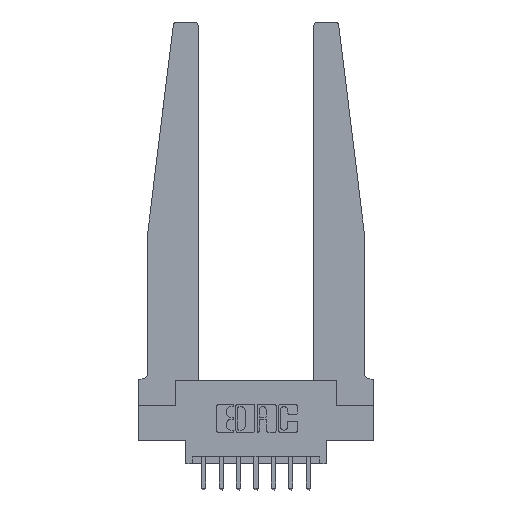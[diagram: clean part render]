
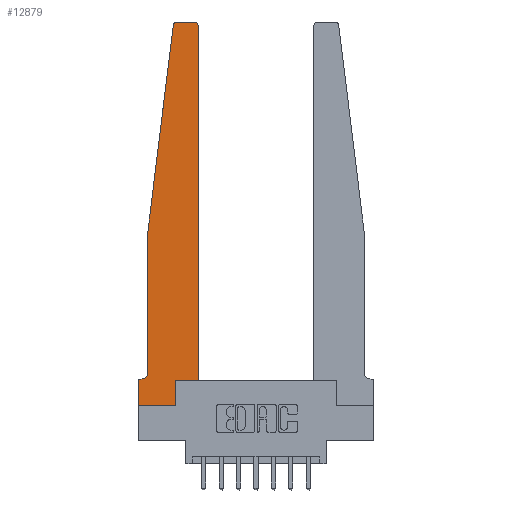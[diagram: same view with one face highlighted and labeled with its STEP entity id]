
A CAD part, top view. The second image highlights one B-rep face of the part: STEP entity #12879.
In plain terms, the highlighted planar face has unit normal (0, 0, 1).
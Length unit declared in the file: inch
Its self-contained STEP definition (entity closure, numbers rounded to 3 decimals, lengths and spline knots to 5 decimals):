
#6 = ORIENTED_EDGE ( 'NONE', *, *, #9606, .T. ) ;
#75 = CARTESIAN_POINT ( 'NONE',  ( 0.065, 0.1875, 0.37 ) ) ;
#245 = EDGE_CURVE ( 'NONE', #2099, #12303, #11827, .T. ) ;
#297 = EDGE_CURVE ( 'NONE', #1346, #14566, #3180, .T. ) ;
#430 = DIRECTION ( 'NONE',  ( 0., 0., 1. ) ) ;
#509 = DIRECTION ( 'NONE',  ( 0., 0., -1. ) ) ;
#599 = CARTESIAN_POINT ( 'NONE',  ( 0.065, 1.25, 0.37 ) ) ;
#703 = EDGE_CURVE ( 'NONE', #12303, #6938, #6231, .T. ) ;
#865 = CARTESIAN_POINT ( 'NONE',  ( 0., 0., 0.37 ) ) ;
#995 = AXIS2_PLACEMENT_3D ( 'NONE', #10703, #509, #9592 ) ;
#1258 = CARTESIAN_POINT ( 'NONE',  ( 0.2605, 0., 0.37 ) ) ;
#1346 = VERTEX_POINT ( 'NONE', #1258 ) ;
#1530 = FACE_OUTER_BOUND ( 'NONE', #10038, .T. ) ;
#1628 = DIRECTION ( 'NONE',  ( 0., 0., 1. ) ) ;
#1772 = DIRECTION ( 'NONE',  ( 0., -1., 0. ) ) ;
#1874 = ORIENTED_EDGE ( 'NONE', *, *, #9864, .T. ) ;
#1935 = CARTESIAN_POINT ( 'NONE',  ( 0.27653, 2.75, 0.37 ) ) ;
#2016 = CARTESIAN_POINT ( 'NONE',  ( 0.065, 0.2375, 0.37 ) ) ;
#2091 = ORIENTED_EDGE ( 'NONE', *, *, #8328, .T. ) ;
#2099 = VERTEX_POINT ( 'NONE', #12399 ) ;
#2104 = CARTESIAN_POINT ( 'NONE',  ( 0.395, 2.75, 0.37 ) ) ;
#2132 = DIRECTION ( 'NONE',  ( 1., 0., 0. ) ) ;
#2442 = CARTESIAN_POINT ( 'NONE',  ( 0.2605, 0.18, 0.37 ) ) ;
#2502 = CARTESIAN_POINT ( 'NONE',  ( 0., 0.1875, 0.37 ) ) ;
#2774 = VECTOR ( 'NONE', #1772, 39.37008 ) ;
#2899 = CIRCLE ( 'NONE', #995, 0.05 ) ;
#2904 = DIRECTION ( 'NONE',  ( 0., -1., 0. ) ) ;
#3180 = LINE ( 'NONE', #8781, #12299 ) ;
#3374 = ORIENTED_EDGE ( 'NONE', *, *, #4280, .T. ) ;
#3430 = CARTESIAN_POINT ( 'NONE',  ( 0., 0., 0.37 ) ) ;
#3621 = CARTESIAN_POINT ( 'NONE',  ( 0., 0.1875, 0.37 ) ) ;
#3727 = ORIENTED_EDGE ( 'NONE', *, *, #4861, .T. ) ;
#3986 = AXIS2_PLACEMENT_3D ( 'NONE', #11831, #1628, #11906 ) ;
#3989 = ORIENTED_EDGE ( 'NONE', *, *, #6413, .T. ) ;
#4261 = VERTEX_POINT ( 'NONE', #2016 ) ;
#4280 = EDGE_CURVE ( 'NONE', #14566, #9822, #11099, .T. ) ;
#4398 = CARTESIAN_POINT ( 'NONE',  ( 0.425, 0.18, 0.37 ) ) ;
#4861 = EDGE_CURVE ( 'NONE', #9822, #2099, #11674, .T. ) ;
#5080 = DIRECTION ( 'NONE',  ( 0., 0., 1. ) ) ;
#5217 = VECTOR ( 'NONE', #14535, 39.37008 ) ;
#5269 = ORIENTED_EDGE ( 'NONE', *, *, #9784, .T. ) ;
#5520 = VERTEX_POINT ( 'NONE', #3430 ) ;
#5809 = DIRECTION ( 'NONE',  ( -1., 0., 0. ) ) ;
#5889 = VECTOR ( 'NONE', #6915, 39.37008 ) ;
#5946 = CARTESIAN_POINT ( 'NONE',  ( 0.24675, 2.72367, 0.37 ) ) ;
#6231 = LINE ( 'NONE', #8393, #7464 ) ;
#6413 = EDGE_CURVE ( 'NONE', #5520, #1346, #8697, .T. ) ;
#6440 = ORIENTED_EDGE ( 'NONE', *, *, #245, .T. ) ;
#6550 = ORIENTED_EDGE ( 'NONE', *, *, #297, .T. ) ;
#6915 = DIRECTION ( 'NONE',  ( -0.122, -0.992, 0. ) ) ;
#6938 = VERTEX_POINT ( 'NONE', #1935 ) ;
#7338 = CARTESIAN_POINT ( 'NONE',  ( 0.065, 1.25, 0.37 ) ) ;
#7453 = CARTESIAN_POINT ( 'NONE',  ( 0.425, 0.18, 0.37 ) ) ;
#7464 = VECTOR ( 'NONE', #11956, 39.37008 ) ;
#7473 = DIRECTION ( 'NONE',  ( 1., 0., 0. ) ) ;
#7816 = CIRCLE ( 'NONE', #13283, 0.03 ) ;
#8328 = EDGE_CURVE ( 'NONE', #6938, #8529, #7816, .T. ) ;
#8393 = CARTESIAN_POINT ( 'NONE',  ( 0.25, 2.75, 0.37 ) ) ;
#8394 = DIRECTION ( 'NONE',  ( 1., 0., 0. ) ) ;
#8488 = VERTEX_POINT ( 'NONE', #11184 ) ;
#8529 = VERTEX_POINT ( 'NONE', #5946 ) ;
#8697 = LINE ( 'NONE', #865, #13953 ) ;
#8781 = CARTESIAN_POINT ( 'NONE',  ( 0.2605, 0.18, 0.37 ) ) ;
#8785 = EDGE_CURVE ( 'NONE', #12908, #5520, #10710, .T. ) ;
#9311 = AXIS2_PLACEMENT_3D ( 'NONE', #3621, #430, #8394 ) ;
#9366 = CARTESIAN_POINT ( 'NONE',  ( 0.425, 0.18, 0.37 ) ) ;
#9577 = ORIENTED_EDGE ( 'NONE', *, *, #8785, .T. ) ;
#9592 = DIRECTION ( 'NONE',  ( -1., 0., 0. ) ) ;
#9606 = EDGE_CURVE ( 'NONE', #8488, #12908, #11399, .T. ) ;
#9784 = EDGE_CURVE ( 'NONE', #12139, #4261, #13398, .T. ) ;
#9822 = VERTEX_POINT ( 'NONE', #7453 ) ;
#9857 = DIRECTION ( 'NONE',  ( 0., 1., 0. ) ) ;
#9858 = ORIENTED_EDGE ( 'NONE', *, *, #703, .T. ) ;
#9864 = EDGE_CURVE ( 'NONE', #8529, #12139, #13691, .T. ) ;
#10038 = EDGE_LOOP ( 'NONE', ( #9858, #2091, #1874, #5269, #11404, #6, #9577, #3989, #6550, #3374, #3727, #6440 ) ) ;
#10614 = PLANE ( 'NONE',  #9311 ) ;
#10618 = VECTOR ( 'NONE', #9857, 39.37008 ) ;
#10703 = CARTESIAN_POINT ( 'NONE',  ( 0.015, 0.2375, 0.37 ) ) ;
#10710 = LINE ( 'NONE', #13237, #2774 ) ;
#10740 = CARTESIAN_POINT ( 'NONE',  ( 0.27653, 2.72, 0.37 ) ) ;
#11099 = LINE ( 'NONE', #4398, #5217 ) ;
#11105 = VECTOR ( 'NONE', #2904, 39.37008 ) ;
#11184 = CARTESIAN_POINT ( 'NONE',  ( 0.015, 0.1875, 0.37 ) ) ;
#11235 = CARTESIAN_POINT ( 'NONE',  ( 0.065, 1.25, 0.37 ) ) ;
#11399 = LINE ( 'NONE', #75, #11822 ) ;
#11404 = ORIENTED_EDGE ( 'NONE', *, *, #13506, .T. ) ;
#11674 = LINE ( 'NONE', #9366, #10618 ) ;
#11822 = VECTOR ( 'NONE', #5809, 39.37008 ) ;
#11827 = CIRCLE ( 'NONE', #3986, 0.03 ) ;
#11831 = CARTESIAN_POINT ( 'NONE',  ( 0.395, 2.72, 0.37 ) ) ;
#11906 = DIRECTION ( 'NONE',  ( 1., 0., 0. ) ) ;
#11956 = DIRECTION ( 'NONE',  ( -1., 0., 0. ) ) ;
#12139 = VERTEX_POINT ( 'NONE', #7338 ) ;
#12299 = VECTOR ( 'NONE', #12339, 39.37008 ) ;
#12303 = VERTEX_POINT ( 'NONE', #2104 ) ;
#12339 = DIRECTION ( 'NONE',  ( 0., 1., 0. ) ) ;
#12399 = CARTESIAN_POINT ( 'NONE',  ( 0.425, 2.72, 0.37 ) ) ;
#12879 = ADVANCED_FACE ( 'NONE', ( #1530 ), #10614, .T. ) ;
#12908 = VERTEX_POINT ( 'NONE', #2502 ) ;
#13237 = CARTESIAN_POINT ( 'NONE',  ( 0., 0., 0.37 ) ) ;
#13283 = AXIS2_PLACEMENT_3D ( 'NONE', #10740, #5080, #7473 ) ;
#13398 = LINE ( 'NONE', #599, #11105 ) ;
#13506 = EDGE_CURVE ( 'NONE', #4261, #8488, #2899, .T. ) ;
#13691 = LINE ( 'NONE', #11235, #5889 ) ;
#13953 = VECTOR ( 'NONE', #2132, 39.37008 ) ;
#14535 = DIRECTION ( 'NONE',  ( 1., 0., 0. ) ) ;
#14566 = VERTEX_POINT ( 'NONE', #2442 ) ;
